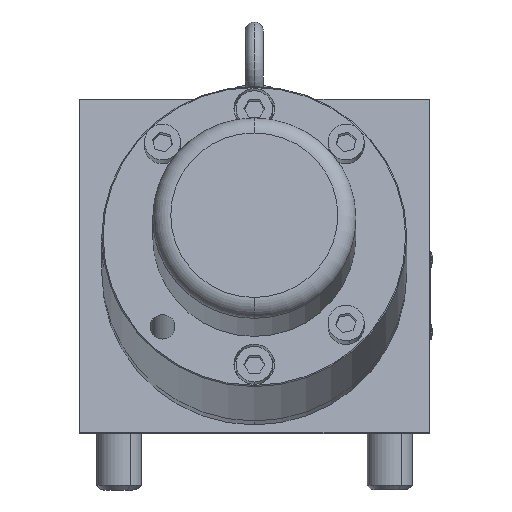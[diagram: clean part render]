
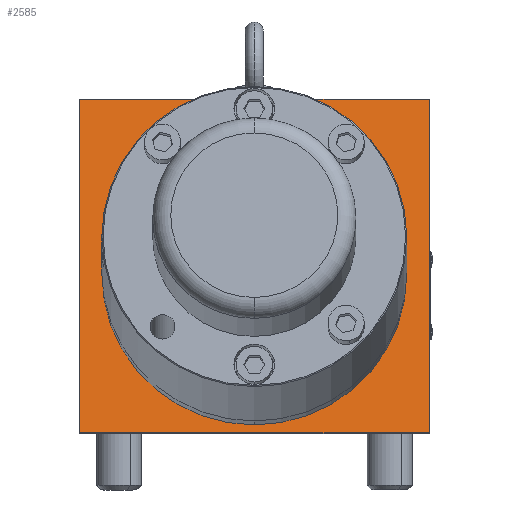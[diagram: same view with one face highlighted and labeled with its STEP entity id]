
A CAD part, left-side view. The second image highlights one B-rep face of the part: STEP entity #2585.
In plain terms, the highlighted planar face has unit normal (-0.985, 0, 0.174).
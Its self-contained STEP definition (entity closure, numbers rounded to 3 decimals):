
#2585=ADVANCED_FACE('',(#6723,#6724),#6725,.T.);
#6723=FACE_BOUND('',#13003,.T.);
#6724=FACE_OUTER_BOUND('',#13004,.T.);
#6725=PLANE('',#13005);
#13003=EDGE_LOOP('',(#20020,#20021));
#13004=EDGE_LOOP('',(#20022,#20023,#20024,#20025));
#13005=AXIS2_PLACEMENT_3D('',#20026,#20027,#20028);
#20020=ORIENTED_EDGE('',*,*,#36144,.T.);
#20021=ORIENTED_EDGE('',*,*,#36493,.T.);
#20022=ORIENTED_EDGE('',*,*,#36534,.T.);
#20023=ORIENTED_EDGE('',*,*,#36535,.F.);
#20024=ORIENTED_EDGE('',*,*,#36459,.F.);
#20025=ORIENTED_EDGE('',*,*,#36375,.T.);
#20026=CARTESIAN_POINT('',(13.092,0.0,74.248));
#20027=DIRECTION('',(-0.985,0.0,0.174));
#20028=DIRECTION('',(0.174,0.0,0.985));
#36144=EDGE_CURVE('',#42720,#42717,#42721,.T.);
#36375=EDGE_CURVE('',#43099,#43097,#43100,.T.);
#36459=EDGE_CURVE('',#43099,#43197,#43198,.T.);
#36493=EDGE_CURVE('',#42717,#42720,#43237,.T.);
#36534=EDGE_CURVE('',#43097,#43282,#43283,.T.);
#36535=EDGE_CURVE('',#43197,#43282,#43284,.T.);
#42717=VERTEX_POINT('',#52283);
#42720=VERTEX_POINT('',#52287);
#42721=CIRCLE('',#52288,45.);
#43097=VERTEX_POINT('',#52836);
#43099=VERTEX_POINT('',#52839);
#43100=LINE('',#52840,#52841);
#43197=VERTEX_POINT('',#52984);
#43198=LINE('',#52985,#52986);
#43237=CIRCLE('',#53094,45.);
#43282=VERTEX_POINT('',#53152);
#43283=LINE('',#53153,#53154);
#43284=LINE('',#53155,#53156);
#52283=CARTESIAN_POINT('',(20.906,77.5,118.564));
#52287=CARTESIAN_POINT('',(5.278,77.5,29.932));
#52288=AXIS2_PLACEMENT_3D('',#68117,#68118,#68119);
#52836=CARTESIAN_POINT('',(26.116,155.0,148.109));
#52839=CARTESIAN_POINT('',(26.116,0.0,148.109));
#52840=CARTESIAN_POINT('',(26.116,0.0,148.109));
#52841=VECTOR('',#68503,1.0);
#52984=CARTESIAN_POINT('',(0.068,0.0,0.388));
#52985=CARTESIAN_POINT('',(26.116,0.0,148.109));
#52986=VECTOR('',#68619,1.0);
#53094=AXIS2_PLACEMENT_3D('',#68671,#68672,#68673);
#53152=CARTESIAN_POINT('',(0.068,155.0,0.388));
#53153=CARTESIAN_POINT('',(26.116,155.0,148.109));
#53154=VECTOR('',#68711,1.0);
#53155=CARTESIAN_POINT('',(0.068,0.0,0.388));
#53156=VECTOR('',#68712,1.0);
#68117=CARTESIAN_POINT('',(13.092,77.5,74.248));
#68118=DIRECTION('',(0.985,0.0,-0.174));
#68119=DIRECTION('',(0.174,0.0,0.985));
#68503=DIRECTION('',(0.0,1.0,0.0));
#68619=DIRECTION('',(-0.174,0.0,-0.985));
#68671=CARTESIAN_POINT('',(13.092,77.5,74.248));
#68672=DIRECTION('',(0.985,0.0,-0.174));
#68673=DIRECTION('',(0.174,0.0,0.985));
#68711=DIRECTION('',(-0.174,0.0,-0.985));
#68712=DIRECTION('',(0.0,1.0,0.0));
